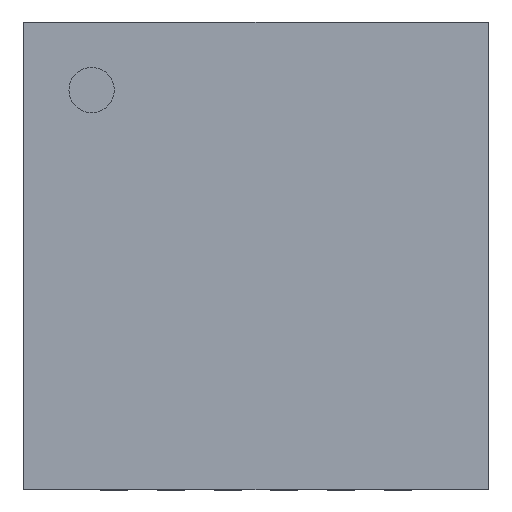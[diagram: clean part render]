
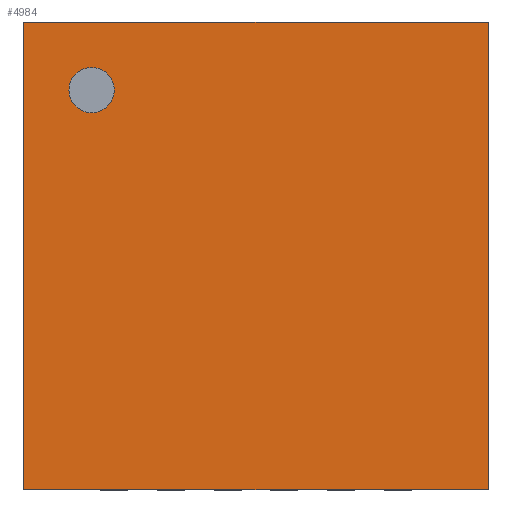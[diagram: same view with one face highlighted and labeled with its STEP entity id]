
A CAD part, top view. The second image highlights one B-rep face of the part: STEP entity #4984.
In plain terms, the highlighted planar face has unit normal (0, 0, 1).
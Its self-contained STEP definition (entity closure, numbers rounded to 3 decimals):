
#292=PLANE('',#5436);
#578=FACE_OUTER_BOUND('',#867,.T.);
#867=EDGE_LOOP('',(#4628,#4629,#4630,#4631));
#1194=LINE('',#7691,#1755);
#1306=LINE('',#7965,#1867);
#1350=LINE('',#8051,#1911);
#1358=LINE('',#8069,#1919);
#1755=VECTOR('',#6297,10.);
#1867=VECTOR('',#6499,10.);
#1911=VECTOR('',#6575,10.);
#1919=VECTOR('',#6595,10.);
#2388=VERTEX_POINT('',#7688);
#2389=VERTEX_POINT('',#7690);
#2505=VERTEX_POINT('',#7962);
#2506=VERTEX_POINT('',#7964);
#2978=EDGE_CURVE('',#2389,#2388,#1194,.T.);
#3117=EDGE_CURVE('',#2506,#2505,#1306,.T.);
#3164=EDGE_CURVE('',#2505,#2389,#1350,.T.);
#3173=EDGE_CURVE('',#2388,#2506,#1358,.T.);
#4628=ORIENTED_EDGE('',*,*,#3164,.T.);
#4629=ORIENTED_EDGE('',*,*,#2978,.T.);
#4630=ORIENTED_EDGE('',*,*,#3173,.T.);
#4631=ORIENTED_EDGE('',*,*,#3117,.T.);
#4984=ADVANCED_FACE('',(#578),#292,.T.);
#5436=AXIS2_PLACEMENT_3D('',#8255,#6818,#6819);
#6297=DIRECTION('',(0.,-1.,0.));
#6499=DIRECTION('',(0.,1.,0.));
#6575=DIRECTION('',(-1.,0.,0.));
#6595=DIRECTION('',(1.,0.,0.));
#6818=DIRECTION('center_axis',(0.,0.,1.));
#6819=DIRECTION('ref_axis',(1.,0.,0.));
#7688=CARTESIAN_POINT('',(-0.7,-0.7,1.05));
#7690=CARTESIAN_POINT('',(-0.7,3.426,1.05));
#7691=CARTESIAN_POINT('',(-0.7,-0.7,1.05));
#7962=CARTESIAN_POINT('',(3.4,3.426,1.05));
#7964=CARTESIAN_POINT('',(3.4,-0.7,1.05));
#7965=CARTESIAN_POINT('',(3.4,3.426,1.05));
#8051=CARTESIAN_POINT('',(-0.7,3.426,1.05));
#8069=CARTESIAN_POINT('',(3.4,-0.7,1.05));
#8255=CARTESIAN_POINT('Origin',(1.35,1.363,1.05));
